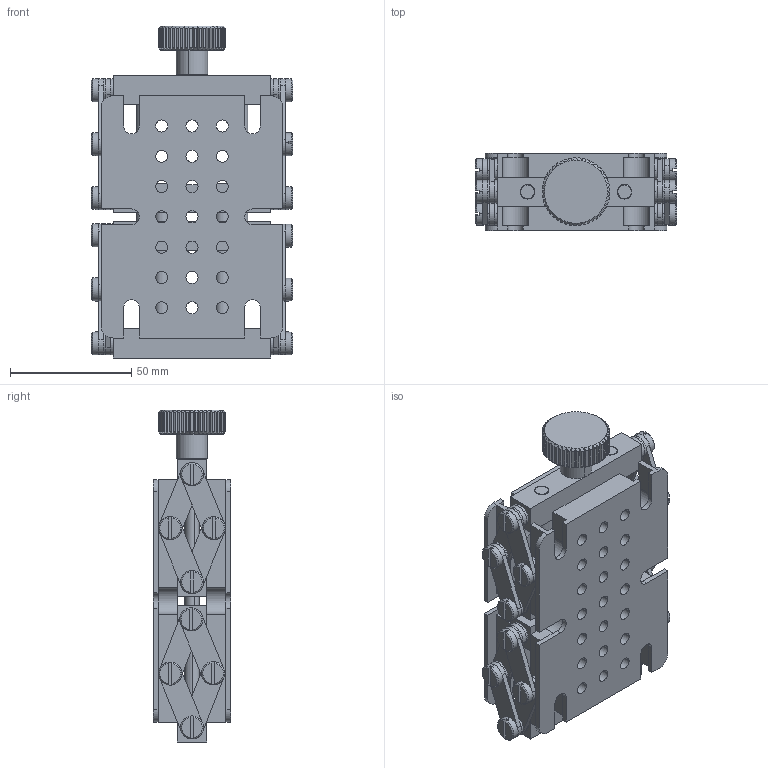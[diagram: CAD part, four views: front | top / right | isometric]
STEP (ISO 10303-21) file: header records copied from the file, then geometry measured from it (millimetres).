
FILE_DESCRIPTION (( 'STEP AP214' ), '1' );
FILE_NAME ('06LJK-25M.STEP', '2018-08-28T07:47:31', ( '' ), ( '' ), 'SwSTEP 2.0', 'SolidWorks 2016', '' );
FILE_SCHEMA (( 'AUTOMOTIVE_DESIGN' ));
Length unit declared in the file: millimetre
Products named in the file (1): 06LJK-25M
Bounding box: 83 x 32 x 137 mm (x, y, z)
Surface area: 77414.7 mm2 (no closed solid volume)
Topology: 0 solids, 81 shells, 866 faces, 2398 edges, 1616 vertices
Faces by surface type: plane 389, cylinder 341, cone 136
Entity records: 38259 total; most frequent: CARTESIAN_POINT 5957, DIRECTION 4984, ORIENTED_EDGE 4366, EDGE_CURVE 2398, AXIS2_PLACEMENT_3D 1989, VERTEX_POINT 1616, CIRCLE 1122, EDGE_LOOP 1090
